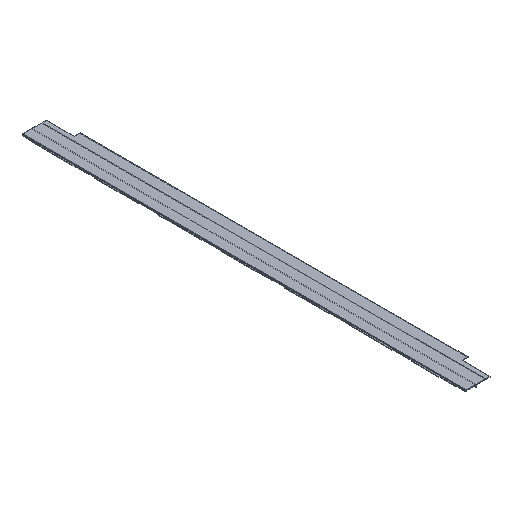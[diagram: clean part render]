
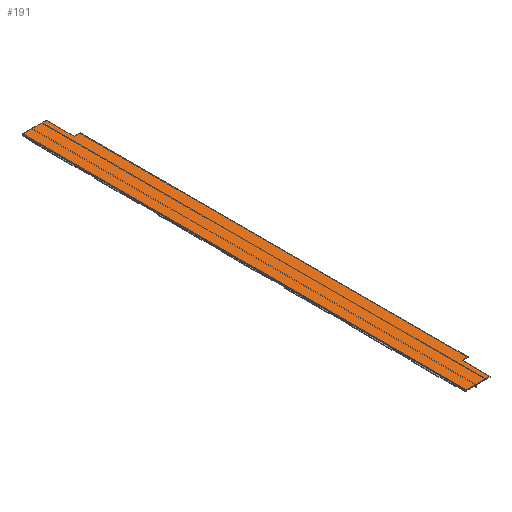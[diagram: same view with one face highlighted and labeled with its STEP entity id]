
A CAD part, isometric view. The second image highlights one B-rep face of the part: STEP entity #191.
In plain terms, the highlighted planar face has unit normal (0, 0, 1).
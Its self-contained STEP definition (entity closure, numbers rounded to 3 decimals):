
#191=ADVANCED_FACE('',(#379),#380,.T.);
#379=FACE_OUTER_BOUND('',#561,.T.);
#380=PLANE('',#562);
#561=EDGE_LOOP('',(#1069,#1070,#1071,#1072,#1073,#1074,#1075,#1076));
#562=AXIS2_PLACEMENT_3D('',#1077,#1078,#1079);
#1069=ORIENTED_EDGE('',*,*,#1276,.T.);
#1070=ORIENTED_EDGE('',*,*,#1361,.T.);
#1071=ORIENTED_EDGE('',*,*,#1362,.F.);
#1072=ORIENTED_EDGE('',*,*,#1363,.F.);
#1073=ORIENTED_EDGE('',*,*,#1298,.T.);
#1074=ORIENTED_EDGE('',*,*,#1295,.T.);
#1075=ORIENTED_EDGE('',*,*,#1301,.T.);
#1076=ORIENTED_EDGE('',*,*,#1280,.T.);
#1077=CARTESIAN_POINT('',(38.0,0.0,6.099));
#1078=DIRECTION('',(0.0,0.0,1.0));
#1079=DIRECTION('',(1.0,0.0,0.0));
#1276=EDGE_CURVE('',#1574,#1572,#1575,.T.);
#1280=EDGE_CURVE('',#1580,#1574,#1581,.T.);
#1295=EDGE_CURVE('',#1604,#1602,#1605,.T.);
#1298=EDGE_CURVE('',#1608,#1604,#1609,.T.);
#1301=EDGE_CURVE('',#1602,#1580,#1612,.T.);
#1361=EDGE_CURVE('',#1572,#1698,#1699,.T.);
#1362=EDGE_CURVE('',#1700,#1698,#1701,.T.);
#1363=EDGE_CURVE('',#1608,#1700,#1702,.T.);
#1572=VERTEX_POINT('',#2008);
#1574=VERTEX_POINT('',#2011);
#1575=LINE('',#2012,#2013);
#1580=VERTEX_POINT('',#2020);
#1581=LINE('',#2021,#2022);
#1602=VERTEX_POINT('',#2053);
#1604=VERTEX_POINT('',#2056);
#1605=LINE('',#2057,#2058);
#1608=VERTEX_POINT('',#2062);
#1609=LINE('',#2063,#2064);
#1612=LINE('',#2068,#2069);
#1698=VERTEX_POINT('',#2192);
#1699=LINE('',#2193,#2194);
#1700=VERTEX_POINT('',#2195);
#1701=LINE('',#2196,#2197);
#1702=LINE('',#2198,#2199);
#2008=CARTESIAN_POINT('',(59.0,1050.0,6.099));
#2011=CARTESIAN_POINT('',(59.0,984.0,6.099));
#2012=CARTESIAN_POINT('',(59.0,508.5,6.099));
#2013=VECTOR('',#2312,1.0);
#2020=CARTESIAN_POINT('',(73.0,984.0,6.099));
#2021=CARTESIAN_POINT('',(52.0,984.0,6.099));
#2022=VECTOR('',#2315,1.0);
#2053=CARTESIAN_POINT('',(73.0,66.0,6.099));
#2056=CARTESIAN_POINT('',(59.0,66.0,6.099));
#2057=CARTESIAN_POINT('',(52.0,66.0,6.099));
#2058=VECTOR('',#2327,1.0);
#2062=CARTESIAN_POINT('',(59.0,0.0,6.099));
#2063=CARTESIAN_POINT('',(59.0,16.5,6.099));
#2064=VECTOR('',#2329,1.0);
#2068=CARTESIAN_POINT('',(73.0,0.0,6.099));
#2069=VECTOR('',#2331,1.0);
#2192=CARTESIAN_POINT('',(3.0,1050.0,6.099));
#2193=CARTESIAN_POINT('',(73.0,1050.0,6.099));
#2194=VECTOR('',#2387,1.0);
#2195=CARTESIAN_POINT('',(3.0,0.0,6.099));
#2196=CARTESIAN_POINT('',(3.0,0.0,6.099));
#2197=VECTOR('',#2388,1.0);
#2198=CARTESIAN_POINT('',(73.0,0.0,6.099));
#2199=VECTOR('',#2389,1.0);
#2312=DIRECTION('',(0.0,1.0,0.0));
#2315=DIRECTION('',(-1.0,0.0,0.0));
#2327=DIRECTION('',(1.0,0.0,0.0));
#2329=DIRECTION('',(0.0,1.0,0.0));
#2331=DIRECTION('',(0.0,1.0,0.0));
#2387=DIRECTION('',(-1.0,0.0,0.0));
#2388=DIRECTION('',(0.0,1.0,0.0));
#2389=DIRECTION('',(-1.0,0.0,0.0));
